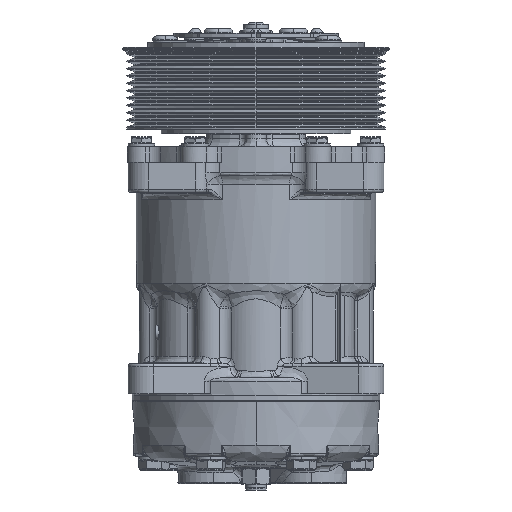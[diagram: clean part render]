
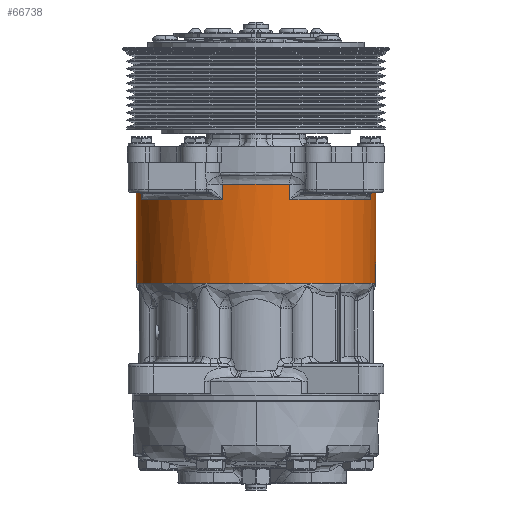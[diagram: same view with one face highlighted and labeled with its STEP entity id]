
A CAD part, front view. The second image highlights one B-rep face of the part: STEP entity #66738.
In plain terms, the highlighted cylindrical face has radius 58 mm (diameter 116 mm), a partial arc.
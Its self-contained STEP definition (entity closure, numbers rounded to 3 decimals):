
#29099 = CARTESIAN_POINT ( 'NONE',  ( -55.668, -18.889, 45.424 ) ) ;
#29100 = DIRECTION ( 'NONE',  ( 1., 0., 0. ) ) ;
#29101 = DIRECTION ( 'NONE',  ( 0., 0., -1. ) ) ;
#29102 = CARTESIAN_POINT ( 'NONE',  ( -0.018, -2.544, 45.424 ) ) ;
#29103 = AXIS2_PLACEMENT_3D ( 'NONE', #29102, #29101, #29100 ) ;
#29104 = CIRCLE ( 'NONE', #29103, 58. ) ;
#29459 = CARTESIAN_POINT ( 'NONE',  ( -58.018, -2.544, 45.424 ) ) ;
#29460 = DIRECTION ( 'NONE',  ( 0., 0., -1. ) ) ;
#29461 = VECTOR ( 'NONE', #29460, 1000. ) ;
#29462 = CARTESIAN_POINT ( 'NONE',  ( -58.018, -2.544, 57.002 ) ) ;
#29463 = LINE ( 'NONE', #29462, #29461 ) ;
#29475 = CARTESIAN_POINT ( 'NONE',  ( 57.982, -2.544, -2.498 ) ) ;
#29476 = DIRECTION ( 'NONE',  ( 0., 0., 1. ) ) ;
#29477 = VECTOR ( 'NONE', #29476, 1000. ) ;
#29478 = CARTESIAN_POINT ( 'NONE',  ( 57.982, -2.544, 57.002 ) ) ;
#29479 = LINE ( 'NONE', #29478, #29477 ) ;
#29480 = CARTESIAN_POINT ( 'NONE',  ( 57.982, -2.544, 45.424 ) ) ;
#29766 = CARTESIAN_POINT ( 'NONE',  ( -58.018, -2.544, -2.498 ) ) ;
#66216 = VERTEX_POINT ( 'NONE', #102973 ) ;
#66218 = EDGE_CURVE ( 'NONE', #66219, #66216, #102972, .T. ) ;
#66219 = VERTEX_POINT ( 'NONE', #102967 ) ;
#66426 = EDGE_CURVE ( 'NONE', #90082, #66428, #103280, .T. ) ;
#66428 = VERTEX_POINT ( 'NONE', #103335 ) ;
#66738 = ADVANCED_FACE ( 'NONE', ( #103861 ), #103938, .T. ) ;
#66740 = EDGE_CURVE ( 'NONE', #66842, #66951, #103939, .T. ) ;
#66742 = ORIENTED_EDGE ( 'NONE', *, *, #89967, .T. ) ;
#66814 = EDGE_CURVE ( 'NONE', #66968, #66219, #104023, .T. ) ;
#66819 = ORIENTED_EDGE ( 'NONE', *, *, #66820, .T. ) ;
#66820 = EDGE_CURVE ( 'NONE', #66951, #89969, #104019, .T. ) ;
#66821 = EDGE_CURVE ( 'NONE', #66428, #66823, #104015, .T. ) ;
#66823 = VERTEX_POINT ( 'NONE', #104011 ) ;
#66826 = ORIENTED_EDGE ( 'NONE', *, *, #66966, .T. ) ;
#66833 = ORIENTED_EDGE ( 'NONE', *, *, #66835, .T. ) ;
#66835 = EDGE_CURVE ( 'NONE', #66856, #90085, #104066, .T. ) ;
#66837 = ORIENTED_EDGE ( 'NONE', *, *, #66839, .T. ) ;
#66839 = EDGE_CURVE ( 'NONE', #66216, #66842, #104061, .T. ) ;
#66842 = VERTEX_POINT ( 'NONE', #104057 ) ;
#66843 = ORIENTED_EDGE ( 'NONE', *, *, #66426, .T. ) ;
#66844 = ORIENTED_EDGE ( 'NONE', *, *, #66821, .T. ) ;
#66845 = ORIENTED_EDGE ( 'NONE', *, *, #90084, .T. ) ;
#66855 = EDGE_CURVE ( 'NONE', #90130, #66856, #104045, .T. ) ;
#66856 = VERTEX_POINT ( 'NONE', #104040 ) ;
#66858 = EDGE_LOOP ( 'NONE', ( #66837, #66950, #66819, #66742, #66881, #66882, #66833, #66845, #66843, #66844, #66826, #66969, #66885 ) ) ;
#66881 = ORIENTED_EDGE ( 'NONE', *, *, #90094, .T. ) ;
#66882 = ORIENTED_EDGE ( 'NONE', *, *, #66855, .T. ) ;
#66885 = ORIENTED_EDGE ( 'NONE', *, *, #66218, .T. ) ;
#66950 = ORIENTED_EDGE ( 'NONE', *, *, #66740, .T. ) ;
#66951 = VERTEX_POINT ( 'NONE', #104822 ) ;
#66966 = EDGE_CURVE ( 'NONE', #66823, #66968, #104930, .T. ) ;
#66968 = VERTEX_POINT ( 'NONE', #104925 ) ;
#66969 = ORIENTED_EDGE ( 'NONE', *, *, #66814, .T. ) ;
#89967 = EDGE_CURVE ( 'NONE', #89969, #90095, #29104, .T. ) ;
#89969 = VERTEX_POINT ( 'NONE', #29099 ) ;
#90082 = VERTEX_POINT ( 'NONE', #29480 ) ;
#90084 = EDGE_CURVE ( 'NONE', #90085, #90082, #29479, .T. ) ;
#90085 = VERTEX_POINT ( 'NONE', #29475 ) ;
#90094 = EDGE_CURVE ( 'NONE', #90095, #90130, #29463, .T. ) ;
#90095 = VERTEX_POINT ( 'NONE', #29459 ) ;
#90130 = VERTEX_POINT ( 'NONE', #29766 ) ;
#102967 = CARTESIAN_POINT ( 'NONE',  ( 16.327, -58.194, 45.424 ) ) ;
#102968 = DIRECTION ( 'NONE',  ( 1., 0., 0. ) ) ;
#102969 = DIRECTION ( 'NONE',  ( 0., 0., -1. ) ) ;
#102970 = CARTESIAN_POINT ( 'NONE',  ( -0.018, -2.544, 45.424 ) ) ;
#102971 = AXIS2_PLACEMENT_3D ( 'NONE', #102970, #102969, #102968 ) ;
#102972 = CIRCLE ( 'NONE', #102971, 58. ) ;
#102973 = CARTESIAN_POINT ( 'NONE',  ( -16.363, -58.194, 45.424 ) ) ;
#103277 = DIRECTION ( 'NONE',  ( 0., 0., -1. ) ) ;
#103278 = CARTESIAN_POINT ( 'NONE',  ( -0.018, -2.544, 45.424 ) ) ;
#103279 = AXIS2_PLACEMENT_3D ( 'NONE', #103278, #103277, #103336 ) ;
#103280 = CIRCLE ( 'NONE', #103279, 58. ) ;
#103335 = CARTESIAN_POINT ( 'NONE',  ( 55.631, -18.889, 45.424 ) ) ;
#103336 = DIRECTION ( 'NONE',  ( 1., 0., 0. ) ) ;
#103860 = CARTESIAN_POINT ( 'NONE',  ( -0.018, -2.544, 57.002 ) ) ;
#103861 = FACE_OUTER_BOUND ( 'NONE', #66858, .T. ) ;
#103931 = DIRECTION ( 'NONE',  ( 1., 0., 0. ) ) ;
#103932 = DIRECTION ( 'NONE',  ( 0., 0., -1. ) ) ;
#103933 = CARTESIAN_POINT ( 'NONE',  ( -0.018, -2.544, 38.002 ) ) ;
#103934 = AXIS2_PLACEMENT_3D ( 'NONE', #103933, #103932, #103931 ) ;
#103935 = DIRECTION ( 'NONE',  ( 1., 0., 0. ) ) ;
#103936 = DIRECTION ( 'NONE',  ( 0., 0., 1. ) ) ;
#103937 = AXIS2_PLACEMENT_3D ( 'NONE', #103860, #103936, #103935 ) ;
#103938 = CYLINDRICAL_SURFACE ( 'NONE', #103937, 58. ) ;
#103939 = CIRCLE ( 'NONE', #103934, 58. ) ;
#104011 = CARTESIAN_POINT ( 'NONE',  ( 55.631, -18.889, 38.002 ) ) ;
#104012 = DIRECTION ( 'NONE',  ( 0., 0., -1. ) ) ;
#104013 = VECTOR ( 'NONE', #104012, 1000. ) ;
#104014 = CARTESIAN_POINT ( 'NONE',  ( 55.631, -18.889, 57.002 ) ) ;
#104015 = LINE ( 'NONE', #104014, #104013 ) ;
#104016 = DIRECTION ( 'NONE',  ( 0., 0., 1. ) ) ;
#104017 = VECTOR ( 'NONE', #104016, 1000. ) ;
#104018 = CARTESIAN_POINT ( 'NONE',  ( -55.668, -18.889, 57.002 ) ) ;
#104019 = LINE ( 'NONE', #104018, #104017 ) ;
#104020 = DIRECTION ( 'NONE',  ( 0., 0., 1. ) ) ;
#104021 = VECTOR ( 'NONE', #104020, 1000. ) ;
#104022 = CARTESIAN_POINT ( 'NONE',  ( 16.327, -58.194, 57.002 ) ) ;
#104023 = LINE ( 'NONE', #104022, #104021 ) ;
#104040 = CARTESIAN_POINT ( 'NONE',  ( 40.994, -43.556, -2.498 ) ) ;
#104041 = DIRECTION ( 'NONE',  ( 1., 0., 0. ) ) ;
#104042 = DIRECTION ( 'NONE',  ( 0., 0., 1. ) ) ;
#104043 = CARTESIAN_POINT ( 'NONE',  ( -0.018, -2.544, -2.498 ) ) ;
#104044 = AXIS2_PLACEMENT_3D ( 'NONE', #104043, #104042, #104041 ) ;
#104045 = CIRCLE ( 'NONE', #104044, 58. ) ;
#104057 = CARTESIAN_POINT ( 'NONE',  ( -16.363, -58.194, 38.002 ) ) ;
#104058 = DIRECTION ( 'NONE',  ( 0., 0., -1. ) ) ;
#104059 = VECTOR ( 'NONE', #104058, 1000. ) ;
#104060 = CARTESIAN_POINT ( 'NONE',  ( -16.363, -58.194, 57.002 ) ) ;
#104061 = LINE ( 'NONE', #104060, #104059 ) ;
#104062 = DIRECTION ( 'NONE',  ( 1., 0., 0. ) ) ;
#104063 = DIRECTION ( 'NONE',  ( 0., 0., 1. ) ) ;
#104064 = CARTESIAN_POINT ( 'NONE',  ( -0.018, -2.544, -2.498 ) ) ;
#104065 = AXIS2_PLACEMENT_3D ( 'NONE', #104064, #104063, #104062 ) ;
#104066 = CIRCLE ( 'NONE', #104065, 58. ) ;
#104822 = CARTESIAN_POINT ( 'NONE',  ( -55.668, -18.889, 38.002 ) ) ;
#104925 = CARTESIAN_POINT ( 'NONE',  ( 16.327, -58.194, 38.002 ) ) ;
#104926 = DIRECTION ( 'NONE',  ( 1., 0., 0. ) ) ;
#104927 = DIRECTION ( 'NONE',  ( 0., 0., -1. ) ) ;
#104928 = CARTESIAN_POINT ( 'NONE',  ( -0.018, -2.544, 38.002 ) ) ;
#104929 = AXIS2_PLACEMENT_3D ( 'NONE', #104928, #104927, #104926 ) ;
#104930 = CIRCLE ( 'NONE', #104929, 58. ) ;
